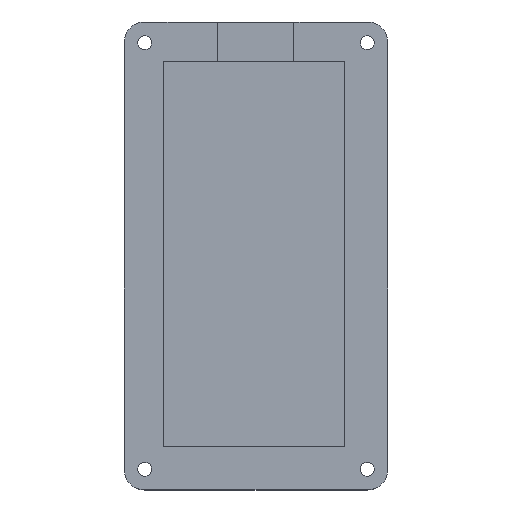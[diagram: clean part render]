
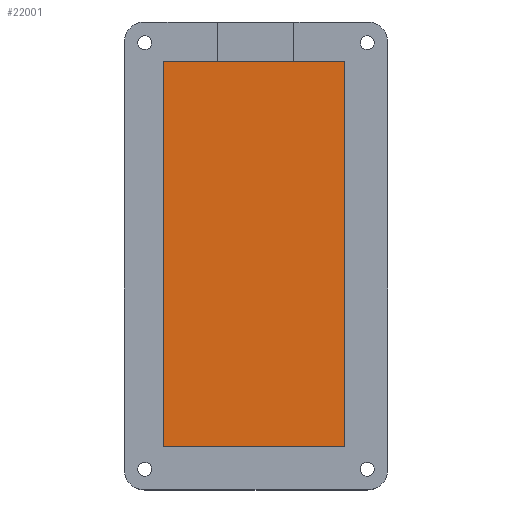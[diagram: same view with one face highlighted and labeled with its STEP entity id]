
A CAD part, top view. The second image highlights one B-rep face of the part: STEP entity #22001.
In plain terms, the highlighted planar face has unit normal (0, 0, 1).
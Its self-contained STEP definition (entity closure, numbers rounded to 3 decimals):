
#611=PLANE('',#22514);
#1781=FACE_OUTER_BOUND('',#3050,.T.);
#3050=EDGE_LOOP('',(#20084,#20085,#20086,#20087));
#4899=LINE('',#43800,#6750);
#4909=LINE('',#43821,#6760);
#4910=LINE('',#43822,#6761);
#4911=LINE('',#43823,#6762);
#6750=VECTOR('',#25318,10.);
#6760=VECTOR('',#25346,10.);
#6761=VECTOR('',#25347,10.);
#6762=VECTOR('',#25348,10.);
#10331=VERTEX_POINT('',#43797);
#10332=VERTEX_POINT('',#43799);
#10333=VERTEX_POINT('',#43819);
#10334=VERTEX_POINT('',#43820);
#13579=EDGE_CURVE('',#10331,#10332,#4899,.T.);
#13589=EDGE_CURVE('',#10333,#10334,#4909,.T.);
#13590=EDGE_CURVE('',#10332,#10333,#4910,.T.);
#13591=EDGE_CURVE('',#10334,#10331,#4911,.T.);
#20084=ORIENTED_EDGE('',*,*,#13589,.F.);
#20085=ORIENTED_EDGE('',*,*,#13590,.F.);
#20086=ORIENTED_EDGE('',*,*,#13579,.F.);
#20087=ORIENTED_EDGE('',*,*,#13591,.F.);
#22001=ADVANCED_FACE('',(#1781),#611,.T.);
#22514=AXIS2_PLACEMENT_3D('',#43818,#25344,#25345);
#25318=DIRECTION('',(1.,0.,0.));
#25344=DIRECTION('center_axis',(0.,0.,1.));
#25345=DIRECTION('ref_axis',(1.,0.,0.));
#25346=DIRECTION('',(-1.,0.,0.));
#25347=DIRECTION('',(0.,-1.,0.));
#25348=DIRECTION('',(0.,1.,0.));
#43797=CARTESIAN_POINT('',(0.,0.,3.));
#43799=CARTESIAN_POINT('',(43.883,0.,3.));
#43800=CARTESIAN_POINT('',(10.971,0.,3.));
#43818=CARTESIAN_POINT('Origin',(21.942,-46.65,3.));
#43819=CARTESIAN_POINT('',(43.883,-93.3,3.));
#43820=CARTESIAN_POINT('',(0.,-93.3,3.));
#43821=CARTESIAN_POINT('',(32.912,-93.3,3.));
#43822=CARTESIAN_POINT('',(43.883,-23.325,3.));
#43823=CARTESIAN_POINT('',(0.,-69.975,3.));
